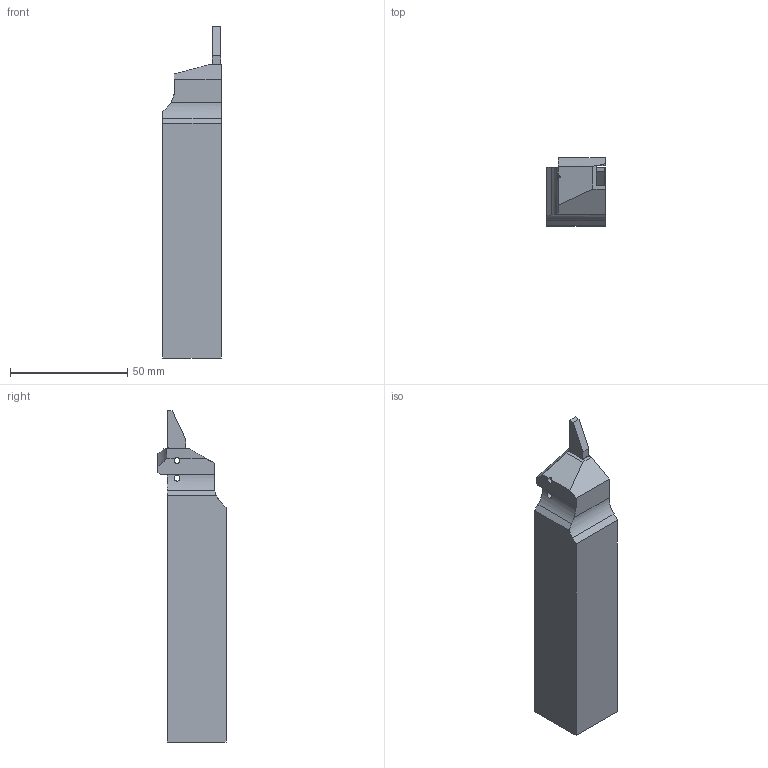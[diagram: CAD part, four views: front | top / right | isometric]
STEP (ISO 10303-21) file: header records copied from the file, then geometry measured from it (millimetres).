
FILE_DESCRIPTION (( 'STEP AP203' ), '1' );
FILE_NAME ('CUT-40-05.step', '2023-12-12T07:54:33', ( '' ), ( '' ), 'SwSTEP 2.0', 'SolidWorks 2023', '' );
FILE_SCHEMA (( 'CONFIG_CONTROL_DESIGN' ));
Length unit declared in the file: millimetre
Products named in the file (3): CUT-40-05; CUT-40_05; CUT-Vorlage 3000 Kurz + Lang R-L nenn Länge 40 +50.5_R-Lang 50.5
Assembly tree (2 placements, depth 2):
  CUT-40-05
    CUT-40_05
    CUT-Vorlage 3000 Kurz + Lang R-L nenn Länge 40 +50.5_R-Lang 50.5
Bounding box: 25 x 29 x 141.57 mm (x, y, z)
Volume: 72929.5 mm3; surface area: 14727.3 mm2
Topology: 2 solids, 2 shells, 110 faces, 291 edges, 186 vertices
Faces by surface type: plane 60, cylinder 33, cone 10, torus 7
Full cylindrical faces by diameter (mm): 0.01 x1, 2.5 x2, 4.2 x1
Entity records: 3651 total; most frequent: CARTESIAN_POINT 662, DIRECTION 560, ORIENTED_EDGE 550, EDGE_CURVE 275, LINE 188, VECTOR 188, AXIS2_PLACEMENT_3D 186, VERTEX_POINT 182
